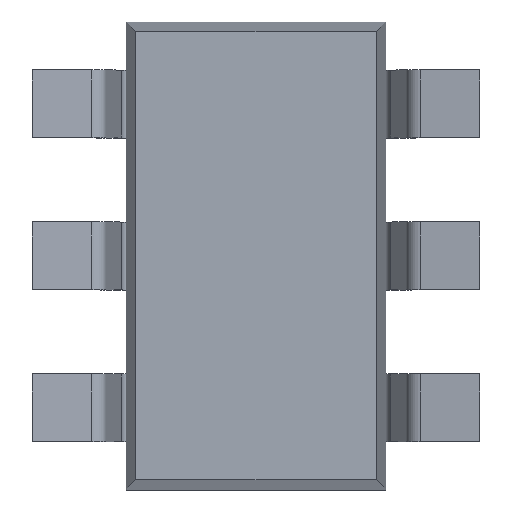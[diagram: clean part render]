
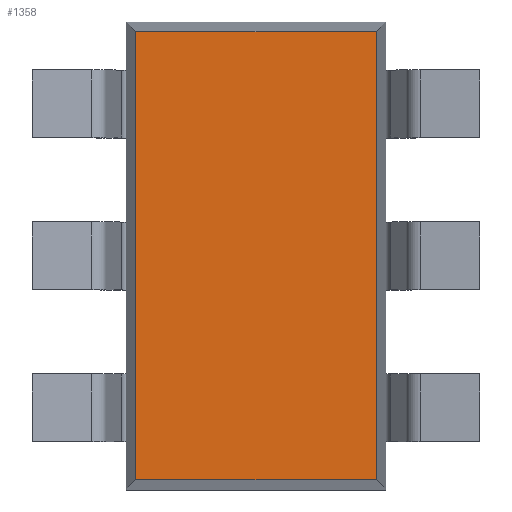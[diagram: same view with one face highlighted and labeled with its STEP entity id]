
A CAD part, top view. The second image highlights one B-rep face of the part: STEP entity #1358.
In plain terms, the highlighted planar face has unit normal (0, 0, 1).
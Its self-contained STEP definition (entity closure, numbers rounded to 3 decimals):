
#101=DIRECTION('',(1.,0.,0.));
#102=VECTOR('',#101,1.503);
#103=CARTESIAN_POINT('',(-0.751,1.401,
0.702));
#104=LINE('',#103,#102);
#105=DIRECTION('',(0.,-1.,0.));
#106=VECTOR('',#105,2.802);
#107=CARTESIAN_POINT('',(0.751,1.401,0.702));
#108=LINE('',#107,#106);
#109=DIRECTION('',(0.,-1.,0.));
#110=VECTOR('',#109,2.802);
#111=CARTESIAN_POINT('',(-0.751,1.401,
0.702));
#112=LINE('',#111,#110);
#129=DIRECTION('',(1.,0.,0.));
#130=VECTOR('',#129,1.503);
#131=CARTESIAN_POINT('',(-0.751,-1.401,
0.702));
#132=LINE('',#131,#130);
#953=CARTESIAN_POINT('',(-0.751,1.401,
0.702));
#954=CARTESIAN_POINT('',(0.751,1.401,0.702));
#955=VERTEX_POINT('',#953);
#956=VERTEX_POINT('',#954);
#957=CARTESIAN_POINT('',(-0.751,-1.401,
0.702));
#958=CARTESIAN_POINT('',(0.751,-1.401,
0.702));
#959=VERTEX_POINT('',#957);
#960=VERTEX_POINT('',#958);
#1345=CARTESIAN_POINT('',(-0.875,1.401,0.702));
#1346=DIRECTION('',(0.,0.,1.));
#1347=DIRECTION('',(0.,-1.,0.));
#1348=AXIS2_PLACEMENT_3D('',#1345,#1346,#1347);
#1349=PLANE('',#1348);
#1350=ORIENTED_EDGE('',*,*,#1319,.T.);
#1351=ORIENTED_EDGE('',*,*,#1335,.T.);
#1353=ORIENTED_EDGE('',*,*,#1352,.F.);
#1355=ORIENTED_EDGE('',*,*,#1354,.F.);
#1356=EDGE_LOOP('',(#1350,#1351,#1353,#1355));
#1357=FACE_OUTER_BOUND('',#1356,.F.);
#1319=EDGE_CURVE('',#955,#956,#104,.T.);
#1335=EDGE_CURVE('',#956,#960,#108,.T.);
#1352=EDGE_CURVE('',#959,#960,#132,.T.);
#1354=EDGE_CURVE('',#955,#959,#112,.T.);
#1358=ADVANCED_FACE('',(#1357),#1349,.T.);
